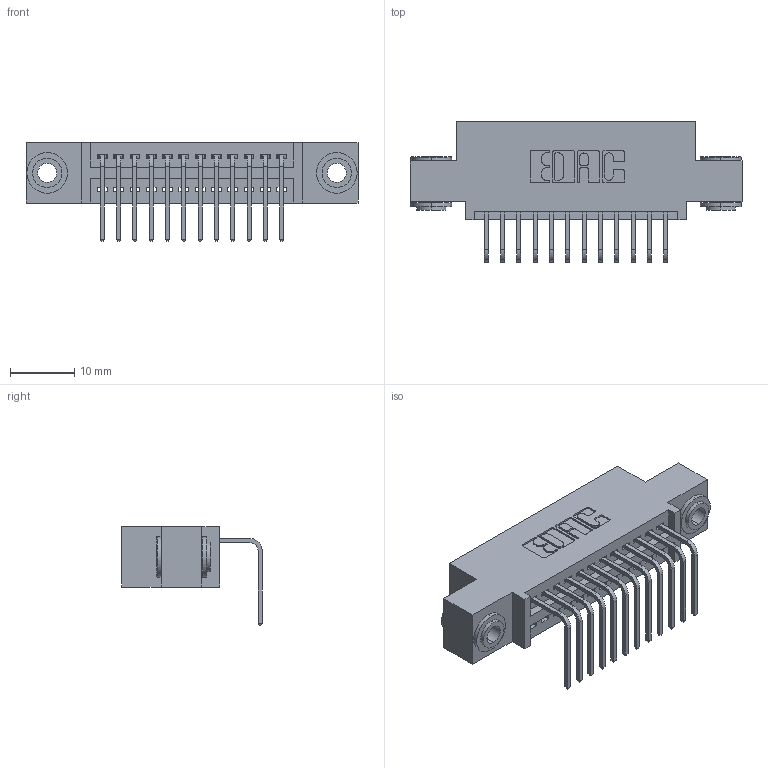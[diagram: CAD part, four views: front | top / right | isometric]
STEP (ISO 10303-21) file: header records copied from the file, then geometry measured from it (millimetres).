
FILE_DESCRIPTION (( 'STEP AP203' ), '1' );
FILE_NAME ('395-012-558-403.STEP', '2019-10-11T02:40:20', ( '' ), ( '' ), 'SwSTEP 2.0', 'SolidWorks 2016', '' );
FILE_SCHEMA (( 'CONFIG_CONTROL_DESIGN' ));
Length unit declared in the file: inch
Products named in the file (4): 345 Part_0.110 Offset - 0.156 Dia-TH; 345-292-001_558 Tail - 2; 345-250-002_345-250-002-102; 395-012-558-403
Assembly tree (15 placements, depth 2):
  395-012-558-403
    345 Part_0.110 Offset - 0.156 Dia-TH
    345-292-001_558 Tail - 2  x12
    345-250-002_345-250-002-102  x2
Bounding box: 51.69 x 21.83 x 15.37 mm (x, y, z)
Volume: 4649.7 mm3; surface area: 6302.6 mm2
Topology: 15 solids, 15 shells, 888 faces, 2613 edges, 1722 vertices
Faces by surface type: plane 598, cylinder 282, cone 8
Entity records: 13936 total; most frequent: CARTESIAN_POINT 2395, ORIENTED_EDGE 2334, DIRECTION 2165, EDGE_CURVE 1167, LINE 963, VECTOR 963, VERTEX_POINT 774, AXIS2_PLACEMENT_3D 601
